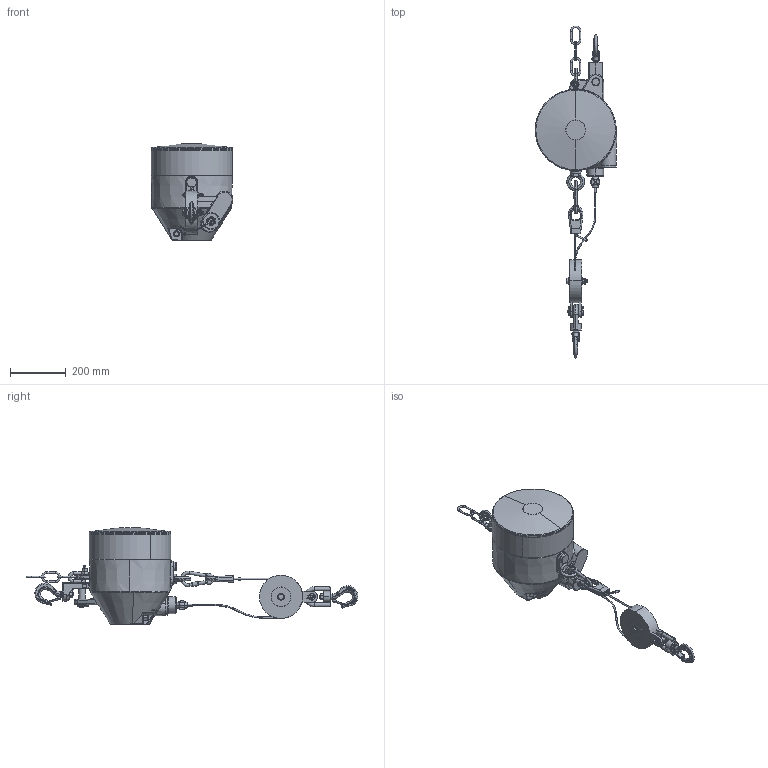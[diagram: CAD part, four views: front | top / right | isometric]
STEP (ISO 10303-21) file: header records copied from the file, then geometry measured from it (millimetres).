
FILE_DESCRIPTION(/* description */ ('VariCAD 2023-2.04 AP-214'),/* implementation_level */ '2;1');
FILE_NAME(/* name */ '7261.stp',/* time_stamp */ '2024-01-11T15:30:25+01:00',/* author */ (''),/* organization */ (''),/* preprocessor_version */ 'VariCAD 2023-2.04',/* originating_system */ 'VariCAD 2023-2.04; kernel version (20180118)',/* authorisation */ '');
FILE_SCHEMA(('AUTOMOTIVE_DESIGN'));
Length unit declared in the file: millimetre
Products named in the file (14): 7261; 10000009334_ipt_00013; 10000009334_ipt_00012; 10000009334_ipt_00011; 10000009334_ipt_00010; 10000009334_ipt_0009; 10000009334_ipt_0008; 10000009334_ipt_0007; 10000009334_ipt_0006; 10000009334_ipt_0005; 10000009334_ipt_0004; 10000009334_ipt_0003; 10000009334_ipt_0002; 10000009334_ipt_0001
Assembly tree (13 placements, depth 2):
  7261
    10000009334_ipt_00013
    10000009334_ipt_00012
    10000009334_ipt_00011
    10000009334_ipt_00010
    10000009334_ipt_0009
    10000009334_ipt_0008
    10000009334_ipt_0007
    10000009334_ipt_0006
    10000009334_ipt_0005
    10000009334_ipt_0004
    10000009334_ipt_0003
    10000009334_ipt_0002
    10000009334_ipt_0001
Bounding box: 292.27 x 1186.97 x 345 mm (x, y, z)
Volume: 342473.1 mm3; surface area: 633665.6 mm2
Topology: 11 solids, 15 shells, 1749 faces, 4509 edges, 2819 vertices
Faces by surface type: plane 593, bspline 494, cylinder 405, torus 126, cone 113, sphere 18
Entity records: 134905 total; most frequent: CARTESIAN_POINT 96906, ORIENTED_EDGE 8942, DIRECTION 5946, EDGE_CURVE 4477, VERTEX_POINT 2826, AXIS2_PLACEMENT_3D 2228, B_SPLINE_CURVE_WITH_KNOTS 2054, EDGE_LOOP 1864
